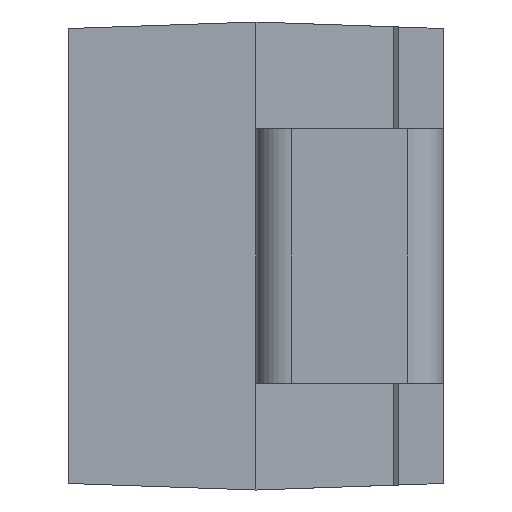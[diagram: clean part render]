
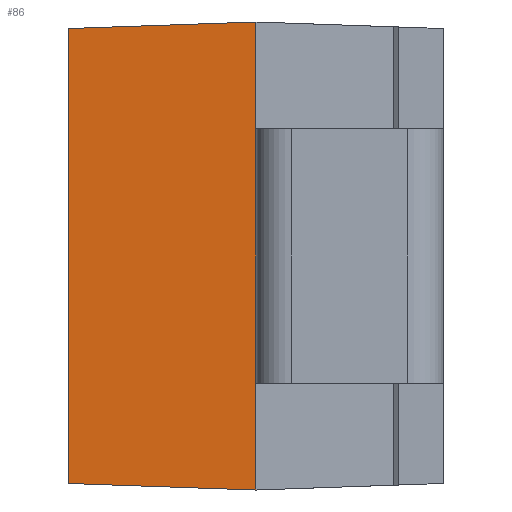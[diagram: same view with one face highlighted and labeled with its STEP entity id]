
A CAD part, left-side view. The second image highlights one B-rep face of the part: STEP entity #86.
In plain terms, the highlighted planar face has unit normal (-0.999, 0.035, 0).
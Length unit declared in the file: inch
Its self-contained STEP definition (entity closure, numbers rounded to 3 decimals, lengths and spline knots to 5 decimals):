
#49 = DIRECTION ( 'NONE',  ( 0., 0., 1. ) ) ;
#74 = VECTOR ( 'NONE', #1303, 39.37008 ) ;
#86 = ADVANCED_FACE ( 'NONE', ( #1797 ), #730, .T. ) ;
#102 = DIRECTION ( 'NONE',  ( -0.035, -0.999, 0.035 ) ) ;
#160 = CARTESIAN_POINT ( 'NONE',  ( -0.0825, 0., 0.0285 ) ) ;
#172 = EDGE_CURVE ( 'NONE', #290, #1249, #834, .T. ) ;
#174 = CARTESIAN_POINT ( 'NONE',  ( -0.0825, 0., -0.0525 ) ) ;
#187 = ORIENTED_EDGE ( 'NONE', *, *, #214, .F. ) ;
#214 = EDGE_CURVE ( 'NONE', #2005, #994, #844, .T. ) ;
#230 = ORIENTED_EDGE ( 'NONE', *, *, #1618, .T. ) ;
#274 = VECTOR ( 'NONE', #939, 39.37008 ) ;
#283 = DIRECTION ( 'NONE',  ( 0., 0., -1. ) ) ;
#290 = VERTEX_POINT ( 'NONE', #1250 ) ;
#312 = LINE ( 'NONE', #1528, #1635 ) ;
#388 = CARTESIAN_POINT ( 'NONE',  ( -0.0825, 0., 0.0525 ) ) ;
#488 = EDGE_CURVE ( 'NONE', #1249, #1947, #677, .T. ) ;
#498 = CARTESIAN_POINT ( 'NONE',  ( -0.0825, 0., -0.0285 ) ) ;
#508 = CARTESIAN_POINT ( 'NONE',  ( -0.08103, 0.042, 0.05103 ) ) ;
#541 = CARTESIAN_POINT ( 'NONE',  ( -0.0825, 0., 0.0525 ) ) ;
#578 = DIRECTION ( 'NONE',  ( -0.035, -0.999, 0. ) ) ;
#677 = LINE ( 'NONE', #174, #1378 ) ;
#690 = VECTOR ( 'NONE', #49, 39.37008 ) ;
#730 = PLANE ( 'NONE',  #1272 ) ;
#814 = EDGE_LOOP ( 'NONE', ( #1579, #1937, #230, #187, #1450, #1753 ) ) ;
#834 = LINE ( 'NONE', #1142, #74 ) ;
#839 = EDGE_CURVE ( 'NONE', #1823, #1947, #312, .T. ) ;
#844 = LINE ( 'NONE', #388, #1880 ) ;
#891 = CARTESIAN_POINT ( 'NONE',  ( -0.0825, 0., -0.0525 ) ) ;
#939 = DIRECTION ( 'NONE',  ( 0., 0., 1. ) ) ;
#966 = LINE ( 'NONE', #1218, #274 ) ;
#994 = VERTEX_POINT ( 'NONE', #541 ) ;
#1142 = CARTESIAN_POINT ( 'NONE',  ( -0.0825, 0., -0.0525 ) ) ;
#1218 = CARTESIAN_POINT ( 'NONE',  ( -0.08103, 0.042, -0.0525 ) ) ;
#1249 = VERTEX_POINT ( 'NONE', #1863 ) ;
#1250 = CARTESIAN_POINT ( 'NONE',  ( -0.08103, 0.042, -0.05103 ) ) ;
#1272 = AXIS2_PLACEMENT_3D ( 'NONE', #891, #1993, #578 ) ;
#1290 = EDGE_CURVE ( 'NONE', #290, #2005, #966, .T. ) ;
#1296 = LINE ( 'NONE', #1434, #690 ) ;
#1303 = DIRECTION ( 'NONE',  ( -0.035, -0.999, -0.035 ) ) ;
#1378 = VECTOR ( 'NONE', #1410, 39.37008 ) ;
#1410 = DIRECTION ( 'NONE',  ( 0., 0., 1. ) ) ;
#1434 = CARTESIAN_POINT ( 'NONE',  ( -0.0825, 0., -0.0525 ) ) ;
#1450 = ORIENTED_EDGE ( 'NONE', *, *, #1290, .F. ) ;
#1528 = CARTESIAN_POINT ( 'NONE',  ( -0.0825, 0., 0.0285 ) ) ;
#1579 = ORIENTED_EDGE ( 'NONE', *, *, #488, .T. ) ;
#1618 = EDGE_CURVE ( 'NONE', #1823, #994, #1296, .T. ) ;
#1635 = VECTOR ( 'NONE', #283, 39.37008 ) ;
#1753 = ORIENTED_EDGE ( 'NONE', *, *, #172, .T. ) ;
#1797 = FACE_OUTER_BOUND ( 'NONE', #814, .T. ) ;
#1823 = VERTEX_POINT ( 'NONE', #160 ) ;
#1863 = CARTESIAN_POINT ( 'NONE',  ( -0.0825, 0., -0.0525 ) ) ;
#1880 = VECTOR ( 'NONE', #102, 39.37008 ) ;
#1937 = ORIENTED_EDGE ( 'NONE', *, *, #839, .F. ) ;
#1947 = VERTEX_POINT ( 'NONE', #498 ) ;
#1993 = DIRECTION ( 'NONE',  ( -0.999, 0.035, 0. ) ) ;
#2005 = VERTEX_POINT ( 'NONE', #508 ) ;
